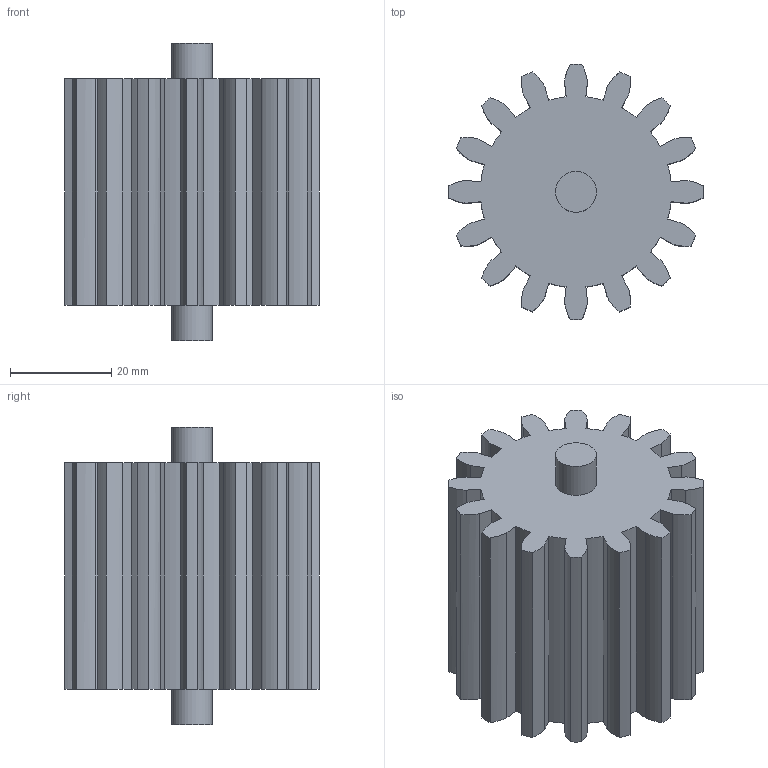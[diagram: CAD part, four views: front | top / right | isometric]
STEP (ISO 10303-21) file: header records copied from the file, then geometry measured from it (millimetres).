
FILE_DESCRIPTION(/* description */ (''),/* implementation_level */ '2;1');
FILE_NAME(/* name */ 'Gear Pump Driven Gear.step',/* time_stamp */ '2026-01-05T20:54:00-06:00',/* author */ (''),/* organization */ (''),/* preprocessor_version */ 'ST-DEVELOPER v20.1',/* originating_system */ 'Autodesk Translation Framework v14.21.0.0',/* authorisation */ '');
FILE_SCHEMA (('AUTOMOTIVE_DESIGN { 1 0 10303 214 3 1 1 }'));
Length unit declared in the file: millimetre
Products named in the file (2): Gear Pump Driven Gear; Component1
Assembly tree (1 placements, depth 2):
  Gear Pump Driven Gear
    Component1
Bounding box: 50.39 x 50.39 x 58.8 mm (x, y, z)
Volume: 68799.8 mm3; surface area: 17016.8 mm2
Topology: 1 solids, 1 shells, 134 faces, 390 edges, 260 vertices
Faces by surface type: plane 68, cylinder 34, bspline 32
Full cylindrical faces by diameter (mm): 8.1 x2
Entity records: 35783 total; most frequent: CARTESIAN_POINT 32627, ORIENTED_EDGE 780, DIRECTION 540, EDGE_CURVE 390, VERTEX_POINT 260, LINE 194, VECTOR 194, AXIS2_PLACEMENT_3D 173
